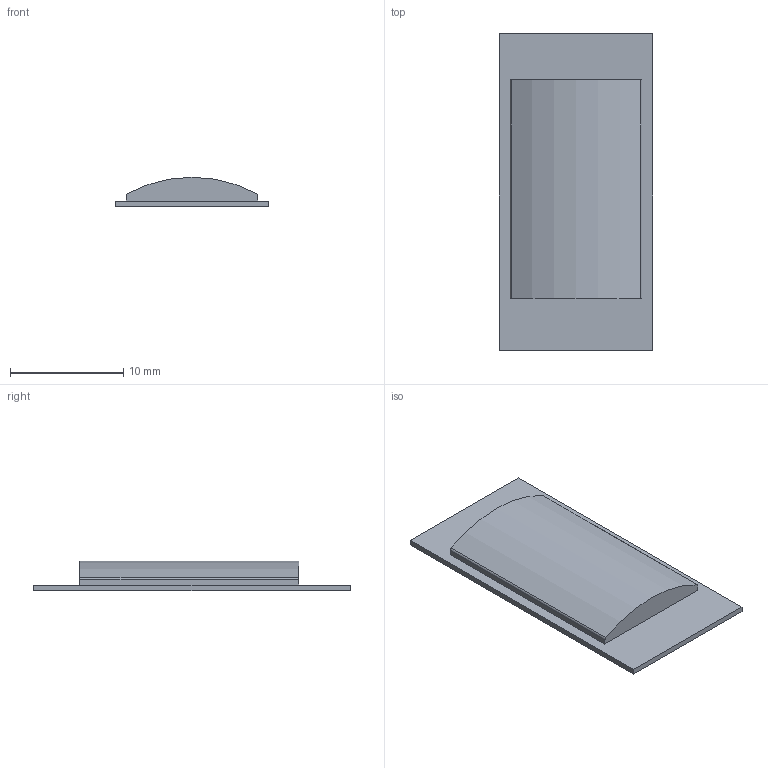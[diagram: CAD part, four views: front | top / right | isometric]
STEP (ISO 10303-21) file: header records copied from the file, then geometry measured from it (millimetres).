
FILE_DESCRIPTION(/* description */ (''),/* implementation_level */ '2;1');
FILE_NAME(/* name */ '压感按键示意图.stp',/* time_stamp */ '2022-09-23T14:59:34+08:00',/* author */ (''),/* organization */ (''),/* preprocessor_version */ 'ST-DEVELOPER v16.7',/* originating_system */ 'SIEMENS PLM Software NX 1907',/* authorisation */ '');
FILE_SCHEMA (('AUTOMOTIVE_DESIGN { 1 0 10303 214 3 1 1 1 }'));
Length unit declared in the file: millimetre
Products named in the file (2): 导电硅胶_stp; 压感按键示意图_stp
Assembly tree (1 placements, depth 2):
  压感按键示意图_stp
    导电硅胶_stp
Bounding box: 13.5 x 27.9 x 2.6 mm (x, y, z)
Volume: 495 mm3; surface area: 1330.4 mm2
Topology: 2 solids, 2 shells, 37 faces, 90 edges, 60 vertices
Faces by surface type: plane 34, cylinder 3
Entity records: 1365 total; most frequent: CARTESIAN_POINT 189, ORIENTED_EDGE 180, DIRECTION 174, EDGE_CURVE 90, LINE 84, VECTOR 84, VERTEX_POINT 60, AXIS2_PLACEMENT_3D 45
